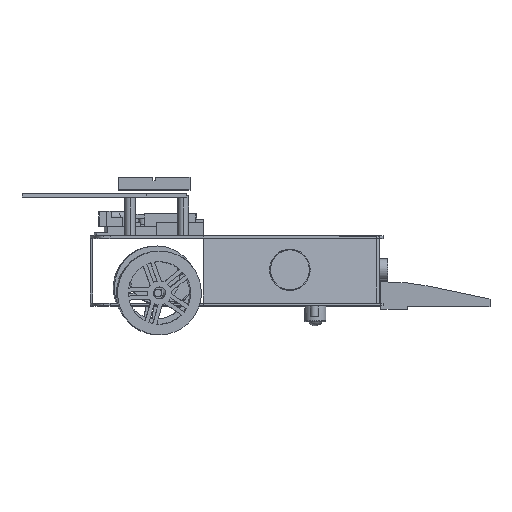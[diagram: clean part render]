
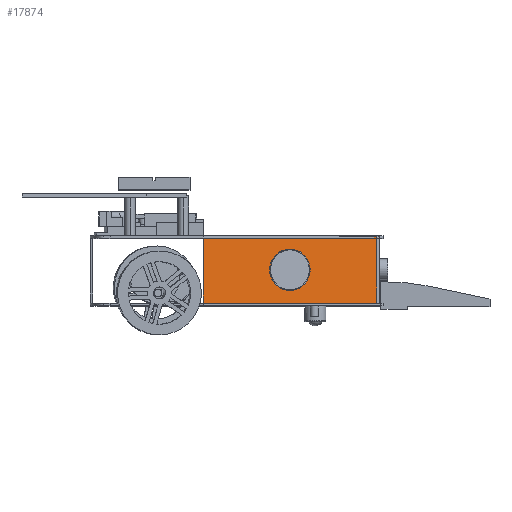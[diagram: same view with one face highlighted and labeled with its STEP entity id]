
A CAD part, top view. The second image highlights one B-rep face of the part: STEP entity #17874.
In plain terms, the highlighted planar face has unit normal (0.212, 0, 0.977).
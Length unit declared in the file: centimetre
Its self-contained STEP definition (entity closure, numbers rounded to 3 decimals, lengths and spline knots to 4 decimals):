
#184 = LINE ( 'NONE', #8957, #25936 ) ;
#658 = LINE ( 'NONE', #28602, #12654 ) ;
#1676 = LINE ( 'NONE', #23976, #24356 ) ;
#2596 = CARTESIAN_POINT ( 'NONE',  ( 2.5019, 2.6, 8.3746 ) ) ;
#2633 = CARTESIAN_POINT ( 'NONE',  ( 4.0165, 2.6, 8.0452 ) ) ;
#3315 = VECTOR ( 'NONE', #24341, 100. ) ;
#3469 = DIRECTION ( 'NONE',  ( 0.977, 0., -0.212 ) ) ;
#3709 = DIRECTION ( 'NONE',  ( 0., -1., 0. ) ) ;
#3803 = AXIS2_PLACEMENT_3D ( 'NONE', #5417, #5041, #24970 ) ;
#3938 = EDGE_CURVE ( 'NONE', #26247, #5603, #6989, .T. ) ;
#4453 = CARTESIAN_POINT ( 'NONE',  ( 10.533, 5.1, 6.6283 ) ) ;
#4967 = CIRCLE ( 'NONE', #3803, 1.55 ) ;
#5041 = DIRECTION ( 'NONE',  ( 0.212, 0., 0.977 ) ) ;
#5232 = AXIS2_PLACEMENT_3D ( 'NONE', #2633, #14974, #8121 ) ;
#5417 = CARTESIAN_POINT ( 'NONE',  ( 4.0165, 2.6, 8.0452 ) ) ;
#5603 = VERTEX_POINT ( 'NONE', #2596 ) ;
#5803 = CARTESIAN_POINT ( 'NONE',  ( 10.533, 5.1, 6.6283 ) ) ;
#5825 = CARTESIAN_POINT ( 'NONE',  ( -2.5, 5.1, 9.4622 ) ) ;
#6989 = CIRCLE ( 'NONE', #5232, 1.55 ) ;
#7051 = ORIENTED_EDGE ( 'NONE', *, *, #12463, .F. ) ;
#7834 = ORIENTED_EDGE ( 'NONE', *, *, #25289, .T. ) ;
#8121 = DIRECTION ( 'NONE',  ( 0.977, 0., -0.212 ) ) ;
#8957 = CARTESIAN_POINT ( 'NONE',  ( 10.533, 0.1, 6.6283 ) ) ;
#11797 = VERTEX_POINT ( 'NONE', #5803 ) ;
#12408 = ORIENTED_EDGE ( 'NONE', *, *, #33420, .F. ) ;
#12463 = EDGE_CURVE ( 'NONE', #35442, #11797, #19205, .T. ) ;
#12654 = VECTOR ( 'NONE', #25332, 100. ) ;
#12853 = DIRECTION ( 'NONE',  ( -0.212, 0., -0.977 ) ) ;
#14974 = DIRECTION ( 'NONE',  ( 0.212, 0., 0.977 ) ) ;
#16748 = VERTEX_POINT ( 'NONE', #24052 ) ;
#17874 = ADVANCED_FACE ( 'NONE', ( #21071, #18332 ), #29475, .F. ) ;
#18332 = FACE_OUTER_BOUND ( 'NONE', #27930, .T. ) ;
#19205 = LINE ( 'NONE', #32550, #3315 ) ;
#21071 = FACE_BOUND ( 'NONE', #29908, .T. ) ;
#22296 = AXIS2_PLACEMENT_3D ( 'NONE', #4453, #12853, #24551 ) ;
#23976 = CARTESIAN_POINT ( 'NONE',  ( 10.533, 5.1, 6.6283 ) ) ;
#24052 = CARTESIAN_POINT ( 'NONE',  ( 10.533, 0.1, 6.6283 ) ) ;
#24341 = DIRECTION ( 'NONE',  ( 0.977, 0., -0.212 ) ) ;
#24356 = VECTOR ( 'NONE', #3709, 100. ) ;
#24551 = DIRECTION ( 'NONE',  ( -0.977, 0., 0.212 ) ) ;
#24618 = CARTESIAN_POINT ( 'NONE',  ( -2.5, 0.1, 9.4622 ) ) ;
#24970 = DIRECTION ( 'NONE',  ( 0.977, 0., -0.212 ) ) ;
#25289 = EDGE_CURVE ( 'NONE', #26411, #16748, #184, .T. ) ;
#25332 = DIRECTION ( 'NONE',  ( 0., -1., 0. ) ) ;
#25936 = VECTOR ( 'NONE', #3469, 100. ) ;
#26110 = CARTESIAN_POINT ( 'NONE',  ( 5.5311, 2.6, 7.7159 ) ) ;
#26247 = VERTEX_POINT ( 'NONE', #26110 ) ;
#26411 = VERTEX_POINT ( 'NONE', #24618 ) ;
#26467 = ORIENTED_EDGE ( 'NONE', *, *, #3938, .F. ) ;
#27655 = ORIENTED_EDGE ( 'NONE', *, *, #30925, .F. ) ;
#27930 = EDGE_LOOP ( 'NONE', ( #7834, #12408, #7051, #35151 ) ) ;
#28602 = CARTESIAN_POINT ( 'NONE',  ( -2.5, 5.1, 9.4622 ) ) ;
#29475 = PLANE ( 'NONE',  #22296 ) ;
#29908 = EDGE_LOOP ( 'NONE', ( #26467, #27655 ) ) ;
#30925 = EDGE_CURVE ( 'NONE', #5603, #26247, #4967, .T. ) ;
#32550 = CARTESIAN_POINT ( 'NONE',  ( 10.533, 5.1, 6.6283 ) ) ;
#32846 = EDGE_CURVE ( 'NONE', #35442, #26411, #658, .T. ) ;
#33420 = EDGE_CURVE ( 'NONE', #11797, #16748, #1676, .T. ) ;
#35151 = ORIENTED_EDGE ( 'NONE', *, *, #32846, .T. ) ;
#35442 = VERTEX_POINT ( 'NONE', #5825 ) ;
